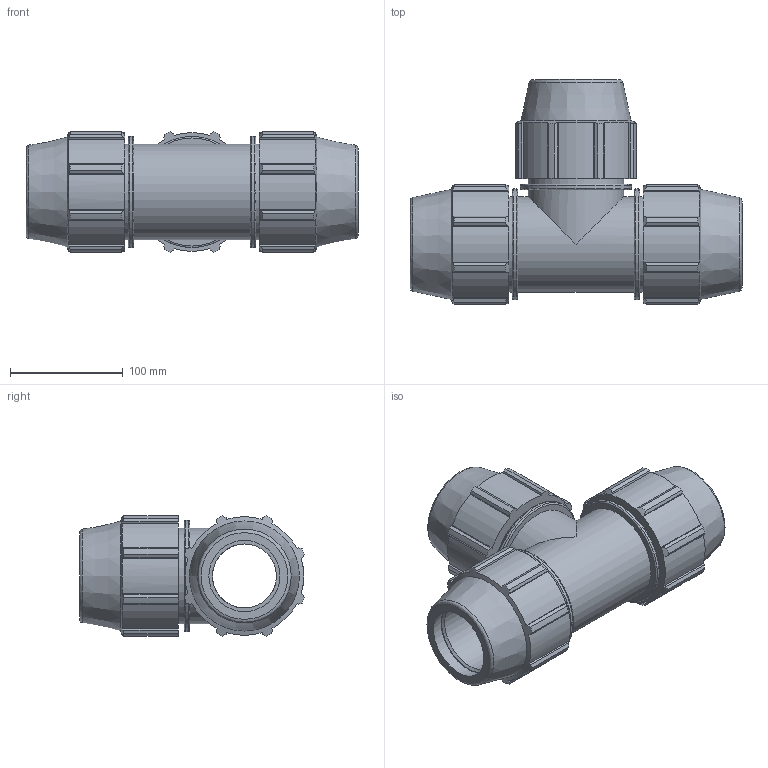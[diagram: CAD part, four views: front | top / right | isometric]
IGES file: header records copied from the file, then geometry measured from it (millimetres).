
Global section: file name: 070400063_180400063_0704060630A.ipt; native system: Autodesk Inventor 2015; preprocessor: unknown; author: KIM; date: 20170606.172127; units: millimetre
Bounding box: 294 x 199.16 x 106.32 mm (x, y, z)
Volume: 1625488.2 mm3; surface area: 233801.9 mm2
Topology: 1 solids, 1 shells, 221 faces, 640 edges, 430 vertices
Faces by surface type: plane 121, cylinder 58, cone 22, revolution 20
Full cylindrical faces by diameter (mm): 84.75 x5, 98.31 x3
